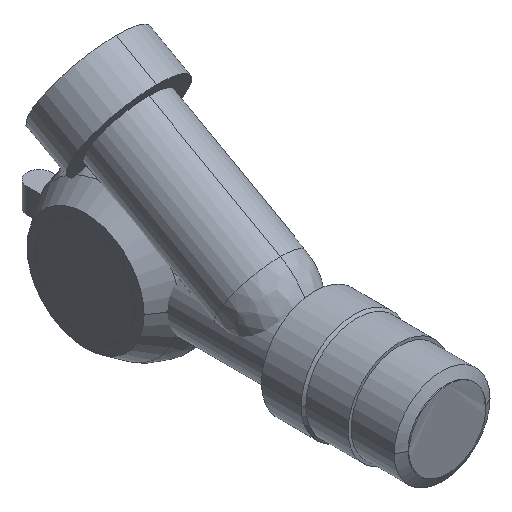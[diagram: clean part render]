
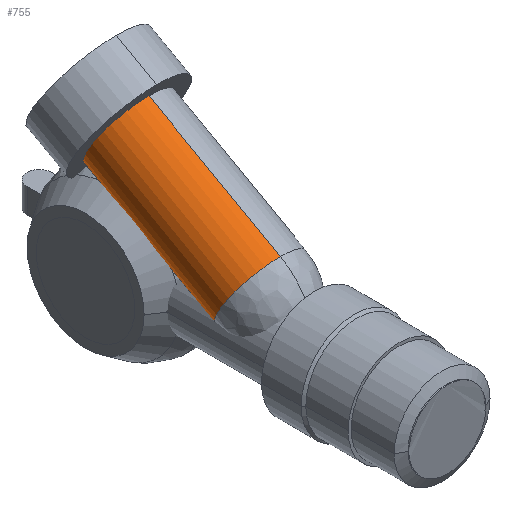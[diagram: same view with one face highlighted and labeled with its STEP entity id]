
A CAD part, isometric view. The second image highlights one B-rep face of the part: STEP entity #755.
In plain terms, the highlighted cylindrical face has radius 13.33 mm (diameter 26.66 mm), a partial arc.
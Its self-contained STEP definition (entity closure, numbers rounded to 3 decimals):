
#95=CYLINDRICAL_SURFACE('',#959,13.33);
#123=FACE_OUTER_BOUND('',#179,.T.);
#179=EDGE_LOOP('',(#499,#500,#501,#502));
#237=CIRCLE('',#956,13.33);
#239=CIRCLE('',#960,13.33);
#301=VERTEX_POINT('',#1418);
#302=VERTEX_POINT('',#1419);
#303=VERTEX_POINT('',#1426);
#304=VERTEX_POINT('',#1427);
#370=EDGE_CURVE('',#301,#302,#237,.T.);
#374=EDGE_CURVE('',#303,#304,#239,.T.);
#375=EDGE_CURVE('',#304,#302,#847,.T.);
#376=EDGE_CURVE('',#301,#303,#848,.T.);
#499=ORIENTED_EDGE('',*,*,#374,.T.);
#500=ORIENTED_EDGE('',*,*,#375,.T.);
#501=ORIENTED_EDGE('',*,*,#370,.F.);
#502=ORIENTED_EDGE('',*,*,#376,.T.);
#755=ADVANCED_FACE('',(#123),#95,.T.);
#847=LINE('',#1429,#892);
#848=LINE('',#1430,#893);
#892=VECTOR('',#1140,304.8);
#893=VECTOR('',#1141,304.8);
#956=AXIS2_PLACEMENT_3D('',#1420,#1128,#1129);
#959=AXIS2_PLACEMENT_3D('',#1425,#1136,#1137);
#960=AXIS2_PLACEMENT_3D('',#1428,#1138,#1139);
#1128=DIRECTION('center_axis',(0.,0.873,0.488));
#1129=DIRECTION('ref_axis',(0.,-0.488,0.873));
#1136=DIRECTION('center_axis',(0.,-0.873,-0.488));
#1137=DIRECTION('ref_axis',(0.,-0.488,0.873));
#1138=DIRECTION('center_axis',(0.,0.873,0.488));
#1139=DIRECTION('ref_axis',(0.,-0.488,0.873));
#1140=DIRECTION('',(0.,0.873,0.488));
#1141=DIRECTION('',(0.,-0.873,-0.488));
#1418=CARTESIAN_POINT('',(0.,9.41,22.046));
#1419=CARTESIAN_POINT('',(0.,-3.597,45.317));
#1420=CARTESIAN_POINT('Origin',(0.,2.907,33.681));
#1425=CARTESIAN_POINT('Origin',(0.,35.293,51.784));
#1426=CARTESIAN_POINT('',(0.,-33.253,-1.802));
#1427=CARTESIAN_POINT('',(0.,-46.261,21.47));
#1428=CARTESIAN_POINT('Origin',(0.,-39.757,9.834));
#1429=CARTESIAN_POINT('',(0.,-46.261,21.47));
#1430=CARTESIAN_POINT('',(0.,9.41,22.046));
